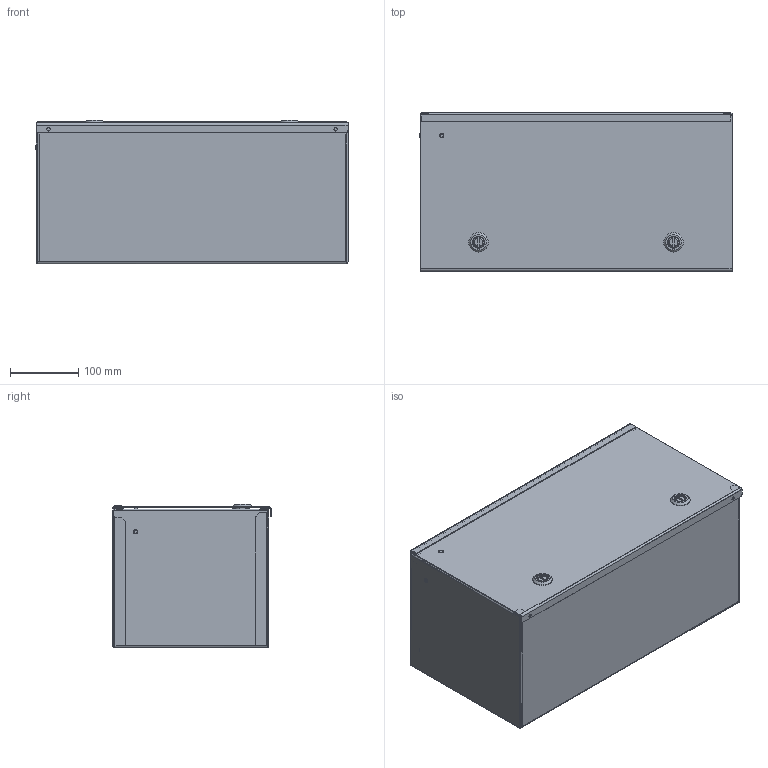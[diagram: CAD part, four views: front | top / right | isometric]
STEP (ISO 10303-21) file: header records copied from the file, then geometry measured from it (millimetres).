
FILE_DESCRIPTION (( 'STEP AP203' ), '1' );
FILE_NAME ('SCE-L9N188LP.step', '2021-02-09T22:29:00', ( 'ADC123' ), ( 'Microsoft' ), 'SwSTEP 2.0', 'SolidWorks 2019', '' );
FILE_SCHEMA (( 'CONFIG_CONTROL_DESIGN' ));
Products named in the file (1): SCE-L9N188LP
Bounding box: 457.3 x 231.71 x 210.34 mm (x, y, z)
Volume: 959076.2 mm3; surface area: 1221382.7 mm2
Topology: 21 solids, 21 shells, 1349 faces, 3655 edges, 2290 vertices
Faces by surface type: plane 578, cylinder 539, bspline 212, cone 20
Full cylindrical faces by diameter (mm): 4.775 x6, 4.905 x2, 6.299 x4, 6.35 x4, 6.502 x2, 7.137 x4, 8.661 x4, 8.715 x4, 11.176 x2, 12.497 x4, 12.7 x4, 15.748 x2, 16.129 x2, 28.575 x4
Entity records: 51657 total; most frequent: CARTESIAN_POINT 19254, ORIENTED_EDGE 6906, DIRECTION 6471, EDGE_CURVE 3453, AXIS2_PLACEMENT_3D 2308, VERTEX_POINT 2256, VECTOR 1855, LINE 1855
